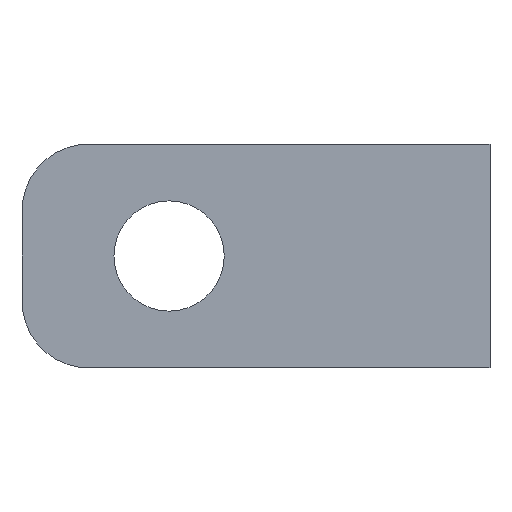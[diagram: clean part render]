
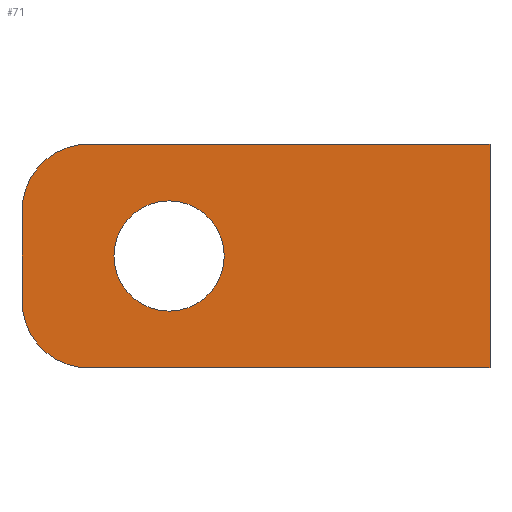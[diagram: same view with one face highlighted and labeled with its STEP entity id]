
A CAD part, front view. The second image highlights one B-rep face of the part: STEP entity #71.
In plain terms, the highlighted planar face has unit normal (0, -1, 0).
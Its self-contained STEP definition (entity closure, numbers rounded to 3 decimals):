
#38 = AXIS2_PLACEMENT_3D ( 'NONE', #1022, #1708, #189 ) ;
#59 = CARTESIAN_POINT ( 'NONE',  ( 0., 0., 3.35 ) ) ;
#71 = ADVANCED_FACE ( 'NONE', ( #1572, #530 ), #1403, .F. ) ;
#79 = VECTOR ( 'NONE', #241, 1000. ) ;
#84 = CARTESIAN_POINT ( 'NONE',  ( -9.6, 0., 0. ) ) ;
#119 = LINE ( 'NONE', #608, #706 ) ;
#186 = CARTESIAN_POINT ( 'NONE',  ( 0., 0., 3.35 ) ) ;
#189 = DIRECTION ( 'NONE',  ( 0., 0., 1. ) ) ;
#205 = VERTEX_POINT ( 'NONE', #1074 ) ;
#225 = EDGE_CURVE ( 'NONE', #1345, #974, #435, .T. ) ;
#240 = ORIENTED_EDGE ( 'NONE', *, *, #481, .T. ) ;
#241 = DIRECTION ( 'NONE',  ( 0., 0., -1. ) ) ;
#258 = DIRECTION ( 'NONE',  ( 1., 0., 0. ) ) ;
#353 = ORIENTED_EDGE ( 'NONE', *, *, #601, .F. ) ;
#378 = DIRECTION ( 'NONE',  ( 0., 0., 1. ) ) ;
#435 = CIRCLE ( 'NONE', #1167, 1.65 ) ;
#481 = EDGE_CURVE ( 'NONE', #951, #1776, #1773, .T. ) ;
#506 = ORIENTED_EDGE ( 'NONE', *, *, #1188, .F. ) ;
#523 = AXIS2_PLACEMENT_3D ( 'NONE', #186, #1887, #378 ) ;
#530 = FACE_OUTER_BOUND ( 'NONE', #1469, .T. ) ;
#536 = EDGE_CURVE ( 'NONE', #1569, #857, #1948, .T. ) ;
#547 = EDGE_CURVE ( 'NONE', #857, #951, #1261, .T. ) ;
#601 = EDGE_CURVE ( 'NONE', #1569, #1319, #119, .T. ) ;
#608 = CARTESIAN_POINT ( 'NONE',  ( 0., 0., 3.35 ) ) ;
#610 = AXIS2_PLACEMENT_3D ( 'NONE', #935, #1792, #2083 ) ;
#622 = CARTESIAN_POINT ( 'NONE',  ( -12., 0., 3.35 ) ) ;
#630 = CARTESIAN_POINT ( 'NONE',  ( -14., 0., 1.35 ) ) ;
#706 = VECTOR ( 'NONE', #1238, 1000. ) ;
#723 = CARTESIAN_POINT ( 'NONE',  ( -9.6, 0., 1.65 ) ) ;
#760 = DIRECTION ( 'NONE',  ( 0., -1., 0. ) ) ;
#783 = CARTESIAN_POINT ( 'NONE',  ( -14., 0., 3.35 ) ) ;
#857 = VERTEX_POINT ( 'NONE', #630 ) ;
#899 = LINE ( 'NONE', #59, #79 ) ;
#935 = CARTESIAN_POINT ( 'NONE',  ( -12., 0., 1.35 ) ) ;
#951 = VERTEX_POINT ( 'NONE', #1732 ) ;
#955 = CIRCLE ( 'NONE', #1306, 1.65 ) ;
#974 = VERTEX_POINT ( 'NONE', #723 ) ;
#1016 = CARTESIAN_POINT ( 'NONE',  ( 0., 0., 3.35 ) ) ;
#1022 = CARTESIAN_POINT ( 'NONE',  ( -12., 0., -1.35 ) ) ;
#1074 = CARTESIAN_POINT ( 'NONE',  ( 0., 0., -3.35 ) ) ;
#1154 = EDGE_LOOP ( 'NONE', ( #1249, #1982 ) ) ;
#1165 = ORIENTED_EDGE ( 'NONE', *, *, #547, .T. ) ;
#1167 = AXIS2_PLACEMENT_3D ( 'NONE', #84, #760, #1427 ) ;
#1188 = EDGE_CURVE ( 'NONE', #1319, #205, #899, .T. ) ;
#1223 = DIRECTION ( 'NONE',  ( 0., 0., -1. ) ) ;
#1238 = DIRECTION ( 'NONE',  ( 1., 0., 0. ) ) ;
#1249 = ORIENTED_EDGE ( 'NONE', *, *, #225, .F. ) ;
#1261 = LINE ( 'NONE', #783, #1840 ) ;
#1306 = AXIS2_PLACEMENT_3D ( 'NONE', #1589, #1881, #1223 ) ;
#1319 = VERTEX_POINT ( 'NONE', #1016 ) ;
#1345 = VERTEX_POINT ( 'NONE', #1530 ) ;
#1391 = EDGE_CURVE ( 'NONE', #974, #1345, #955, .T. ) ;
#1403 = PLANE ( 'NONE',  #523 ) ;
#1427 = DIRECTION ( 'NONE',  ( 0., 0., -1. ) ) ;
#1431 = LINE ( 'NONE', #2138, #1719 ) ;
#1452 = DIRECTION ( 'NONE',  ( 0., 0., -1. ) ) ;
#1469 = EDGE_LOOP ( 'NONE', ( #1165, #240, #1865, #506, #353, #2079 ) ) ;
#1530 = CARTESIAN_POINT ( 'NONE',  ( -9.6, 0., -1.65 ) ) ;
#1569 = VERTEX_POINT ( 'NONE', #622 ) ;
#1572 = FACE_BOUND ( 'NONE', #1154, .T. ) ;
#1589 = CARTESIAN_POINT ( 'NONE',  ( -9.6, 0., 0. ) ) ;
#1686 = CARTESIAN_POINT ( 'NONE',  ( -12., 0., -3.35 ) ) ;
#1708 = DIRECTION ( 'NONE',  ( 0., -1., 0. ) ) ;
#1719 = VECTOR ( 'NONE', #258, 1000. ) ;
#1732 = CARTESIAN_POINT ( 'NONE',  ( -14., 0., -1.35 ) ) ;
#1773 = CIRCLE ( 'NONE', #38, 2. ) ;
#1776 = VERTEX_POINT ( 'NONE', #1686 ) ;
#1792 = DIRECTION ( 'NONE',  ( 0., -1., 0. ) ) ;
#1840 = VECTOR ( 'NONE', #1452, 1000. ) ;
#1865 = ORIENTED_EDGE ( 'NONE', *, *, #2027, .T. ) ;
#1881 = DIRECTION ( 'NONE',  ( 0., -1., 0. ) ) ;
#1887 = DIRECTION ( 'NONE',  ( 0., 1., 0. ) ) ;
#1948 = CIRCLE ( 'NONE', #610, 2. ) ;
#1982 = ORIENTED_EDGE ( 'NONE', *, *, #1391, .F. ) ;
#2027 = EDGE_CURVE ( 'NONE', #1776, #205, #1431, .T. ) ;
#2079 = ORIENTED_EDGE ( 'NONE', *, *, #536, .T. ) ;
#2083 = DIRECTION ( 'NONE',  ( 0., 0., 1. ) ) ;
#2138 = CARTESIAN_POINT ( 'NONE',  ( 0., 0., -3.35 ) ) ;
